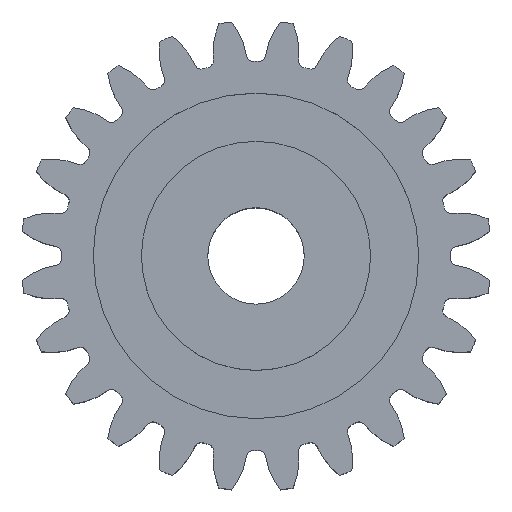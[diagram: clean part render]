
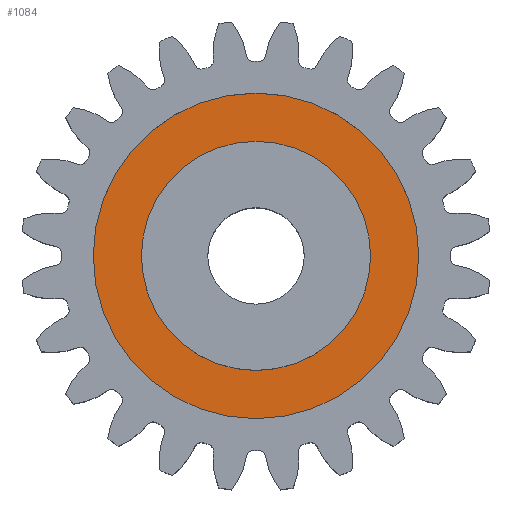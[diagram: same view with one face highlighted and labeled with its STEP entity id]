
A CAD part, top view. The second image highlights one B-rep face of the part: STEP entity #1084.
In plain terms, the highlighted planar face has unit normal (0, 0, 1).
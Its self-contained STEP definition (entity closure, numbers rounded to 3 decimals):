
#1084 = ADVANCED_FACE ( 'NONE', ( #3584, #3582 ), #3588, .F. ) ;
#1086 = ORIENTED_EDGE ( 'NONE', *, *, #1097, .T. ) ;
#1087 = EDGE_LOOP ( 'NONE', ( #1088, #1090 ) ) ;
#1088 = ORIENTED_EDGE ( 'NONE', *, *, #1095, .F. ) ;
#1090 = ORIENTED_EDGE ( 'NONE', *, *, #1543, .F. ) ;
#1095 = EDGE_CURVE ( 'NONE', #1327, #1550, #3580, .T. ) ;
#1097 = EDGE_CURVE ( 'NONE', #1545, #1553, #3577, .T. ) ;
#1101 = ORIENTED_EDGE ( 'NONE', *, *, #1552, .T. ) ;
#1102 = EDGE_LOOP ( 'NONE', ( #1101, #1086 ) ) ;
#1327 = VERTEX_POINT ( 'NONE', #3751 ) ;
#1543 = EDGE_CURVE ( 'NONE', #1550, #1327, #4129, .T. ) ;
#1545 = VERTEX_POINT ( 'NONE', #4137 ) ;
#1550 = VERTEX_POINT ( 'NONE', #4354 ) ;
#1552 = EDGE_CURVE ( 'NONE', #1553, #1545, #4402, .T. ) ;
#1553 = VERTEX_POINT ( 'NONE', #4355 ) ;
#3490 = DIRECTION ( 'NONE',  ( -1., 0., 0. ) ) ;
#3491 = DIRECTION ( 'NONE',  ( 0., 0., -1. ) ) ;
#3516 = AXIS2_PLACEMENT_3D ( 'NONE', #3523, #3522, #3578 ) ;
#3522 = DIRECTION ( 'NONE',  ( 0., 0., -1. ) ) ;
#3523 = CARTESIAN_POINT ( 'NONE',  ( 0., 0., 8.5 ) ) ;
#3566 = DIRECTION ( 'NONE',  ( -1., 0., 0. ) ) ;
#3567 = DIRECTION ( 'NONE',  ( 0., 0., -1. ) ) ;
#3568 = CARTESIAN_POINT ( 'NONE',  ( 0., 0., 8.5 ) ) ;
#3569 = AXIS2_PLACEMENT_3D ( 'NONE', #3568, #3567, #3566 ) ;
#3570 = CARTESIAN_POINT ( 'NONE',  ( 0., 0., 8.5 ) ) ;
#3571 = AXIS2_PLACEMENT_3D ( 'NONE', #3570, #3491, #3490 ) ;
#3577 = CIRCLE ( 'NONE', #3571, 9.5 ) ;
#3578 = DIRECTION ( 'NONE',  ( -1., 0., 0. ) ) ;
#3580 = CIRCLE ( 'NONE', #3569, 13.5 ) ;
#3582 = FACE_OUTER_BOUND ( 'NONE', #1087, .T. ) ;
#3584 = FACE_BOUND ( 'NONE', #1102, .T. ) ;
#3588 = PLANE ( 'NONE',  #3516 ) ;
#3751 = CARTESIAN_POINT ( 'NONE',  ( -13.5, 0., 8.5 ) ) ;
#4120 = DIRECTION ( 'NONE',  ( -1., 0., 0. ) ) ;
#4121 = DIRECTION ( 'NONE',  ( 0., 0., -1. ) ) ;
#4127 = CARTESIAN_POINT ( 'NONE',  ( 0., 0., 8.5 ) ) ;
#4129 = CIRCLE ( 'NONE', #4132, 13.5 ) ;
#4132 = AXIS2_PLACEMENT_3D ( 'NONE', #4127, #4121, #4120 ) ;
#4137 = CARTESIAN_POINT ( 'NONE',  ( 9.5, 0., 8.5 ) ) ;
#4354 = CARTESIAN_POINT ( 'NONE',  ( 13.5, 0., 8.5 ) ) ;
#4355 = CARTESIAN_POINT ( 'NONE',  ( -9.5, 0., 8.5 ) ) ;
#4398 = DIRECTION ( 'NONE',  ( -1., 0., 0. ) ) ;
#4399 = DIRECTION ( 'NONE',  ( 0., 0., -1. ) ) ;
#4400 = CARTESIAN_POINT ( 'NONE',  ( 0., 0., 8.5 ) ) ;
#4401 = AXIS2_PLACEMENT_3D ( 'NONE', #4400, #4399, #4398 ) ;
#4402 = CIRCLE ( 'NONE', #4401, 9.5 ) ;
